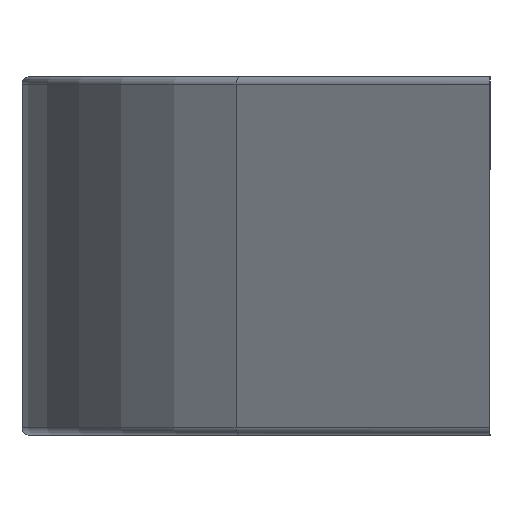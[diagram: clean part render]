
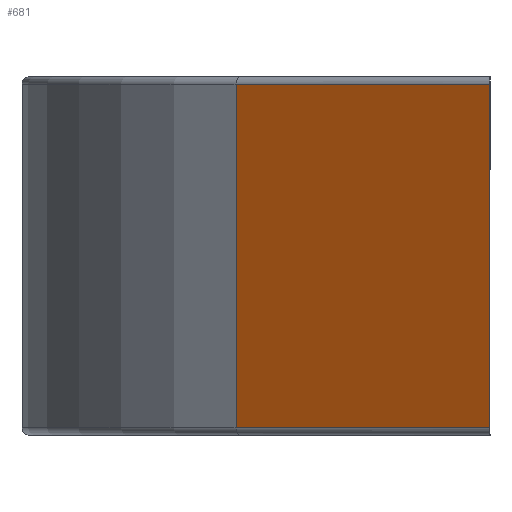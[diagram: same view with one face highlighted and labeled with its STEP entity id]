
A CAD part, left-side view. The second image highlights one B-rep face of the part: STEP entity #681.
In plain terms, the highlighted planar face has unit normal (-0.809, 0.588, 0).
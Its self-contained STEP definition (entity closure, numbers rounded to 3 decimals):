
#42 = CARTESIAN_POINT ( 'NONE',  ( -73.5, 0., -11.75 ) ) ;
#93 = LINE ( 'NONE', #1122, #878 ) ;
#147 = ORIENTED_EDGE ( 'NONE', *, *, #240, .F. ) ;
#240 = EDGE_CURVE ( 'NONE', #943, #243, #1450, .T. ) ;
#243 = VERTEX_POINT ( 'NONE', #866 ) ;
#265 = LINE ( 'NONE', #42, #1178 ) ;
#350 = CARTESIAN_POINT ( 'NONE',  ( -73.5, 0., 11.75 ) ) ;
#358 = CARTESIAN_POINT ( 'NONE',  ( -60.883, 17.366, -11.75 ) ) ;
#419 = CARTESIAN_POINT ( 'NONE',  ( -60.883, 17.366, 11.75 ) ) ;
#462 = DIRECTION ( 'NONE',  ( -0.809, 0.588, 0. ) ) ;
#493 = DIRECTION ( 'NONE',  ( 0.588, 0.809, 0. ) ) ;
#497 = ORIENTED_EDGE ( 'NONE', *, *, #1116, .F. ) ;
#628 = EDGE_CURVE ( 'NONE', #979, #1277, #800, .T. ) ;
#681 = ADVANCED_FACE ( 'NONE', ( #916 ), #909, .T. ) ;
#710 = VECTOR ( 'NONE', #1194, 1000. ) ;
#768 = ORIENTED_EDGE ( 'NONE', *, *, #628, .T. ) ;
#772 = EDGE_LOOP ( 'NONE', ( #1107, #147, #497, #768 ) ) ;
#795 = DIRECTION ( 'NONE',  ( -0.588, -0.809, 0. ) ) ;
#800 = LINE ( 'NONE', #350, #1430 ) ;
#866 = CARTESIAN_POINT ( 'NONE',  ( -60.883, 17.366, 11.75 ) ) ;
#878 = VECTOR ( 'NONE', #1220, 1000. ) ;
#888 = CARTESIAN_POINT ( 'NONE',  ( -73.5, 0., 11.75 ) ) ;
#909 = PLANE ( 'NONE',  #1369 ) ;
#916 = FACE_OUTER_BOUND ( 'NONE', #772, .T. ) ;
#938 = CARTESIAN_POINT ( 'NONE',  ( -73.5, 0., -11.75 ) ) ;
#943 = VERTEX_POINT ( 'NONE', #358 ) ;
#979 = VERTEX_POINT ( 'NONE', #938 ) ;
#1107 = ORIENTED_EDGE ( 'NONE', *, *, #1301, .T. ) ;
#1116 = EDGE_CURVE ( 'NONE', #979, #943, #265, .T. ) ;
#1122 = CARTESIAN_POINT ( 'NONE',  ( -73.5, 0., 11.75 ) ) ;
#1178 = VECTOR ( 'NONE', #493, 1000. ) ;
#1194 = DIRECTION ( 'NONE',  ( 0., 0., 1. ) ) ;
#1220 = DIRECTION ( 'NONE',  ( 0.588, 0.809, 0. ) ) ;
#1270 = DIRECTION ( 'NONE',  ( 0., 0., 1. ) ) ;
#1277 = VERTEX_POINT ( 'NONE', #888 ) ;
#1301 = EDGE_CURVE ( 'NONE', #1277, #243, #93, .T. ) ;
#1369 = AXIS2_PLACEMENT_3D ( 'NONE', #1488, #462, #795 ) ;
#1430 = VECTOR ( 'NONE', #1270, 1000. ) ;
#1450 = LINE ( 'NONE', #419, #710 ) ;
#1488 = CARTESIAN_POINT ( 'NONE',  ( -73.5, 0., 11.75 ) ) ;
